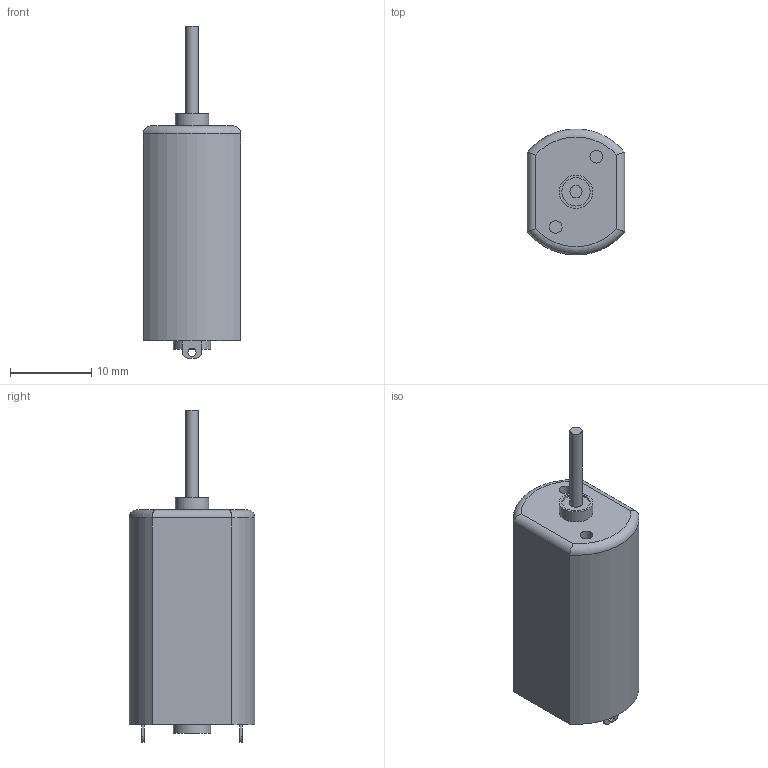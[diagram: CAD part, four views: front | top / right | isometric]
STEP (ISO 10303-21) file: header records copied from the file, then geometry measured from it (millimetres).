
FILE_DESCRIPTION( ( 'Unknown' ), '1' );
FILE_NAME( 'FF-050S.stp', 'Unknown', ( 'Unknown' ), ( 'Unknown' ), 'PSStep 17.0.49', 'Unknown', ' ' );
FILE_SCHEMA( ( 'AUTOMOTIVE_DESIGN { 1 0 10303 214 1 1 1 1 }' ) );
Length unit declared in the file: millimetre
Products named in the file (1): 1
Bounding box: 12 x 15.48 x 40.9 mm (x, y, z)
Volume: 4294.3 mm3; surface area: 1755.2 mm2
Topology: 1 solids, 1 shells, 53 faces, 118 edges, 78 vertices
Faces by surface type: plane 33, cylinder 18, torus 2
Full cylindrical faces by diameter (mm): 1 x2, 1.5 x1, 1.567 x2, 3.5 x1, 4.1 x1, 4.6 x1
Entity records: 1888 total; most frequent: CARTESIAN_POINT 274, DIRECTION 246, ORIENTED_EDGE 216, EDGE_CURVE 108, AXIS2_PLACEMENT_3D 88, EDGE_LOOP 76, VERTEX_POINT 76, LINE 70
